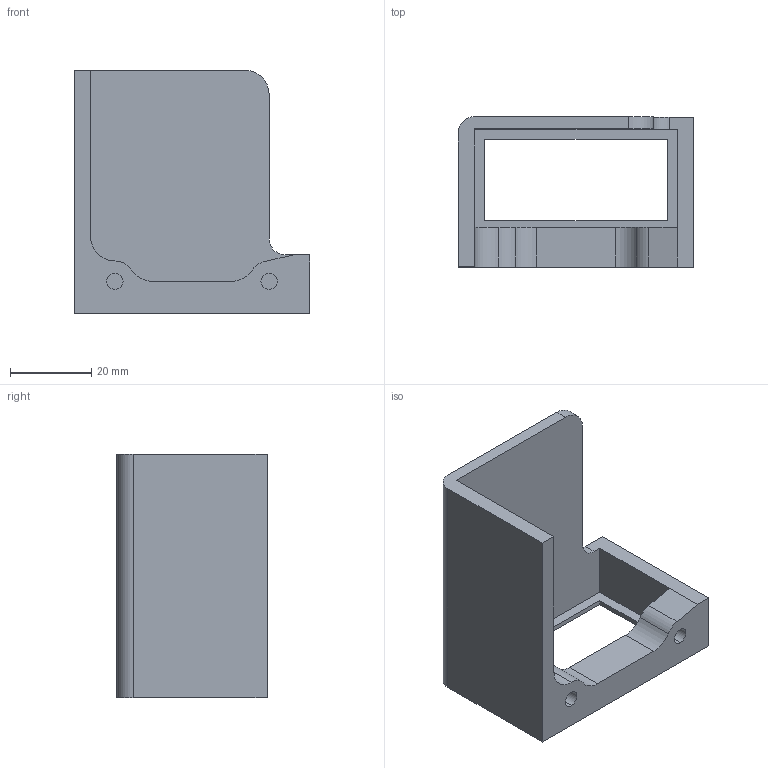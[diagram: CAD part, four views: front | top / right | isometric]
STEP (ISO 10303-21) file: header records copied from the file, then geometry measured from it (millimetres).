
FILE_DESCRIPTION (( 'STEP AP203' ), '1' );
FILE_NAME ('Cover_230V.STEP', '2023-04-26T10:33:13', ( '' ), ( '' ), 'SwSTEP 2.0', 'SolidWorks 2018', '' );
FILE_SCHEMA (( 'CONFIG_CONTROL_DESIGN' ));
Length unit declared in the file: millimetre
Products named in the file (1): Cover_230V
Bounding box: 58 x 37 x 60 mm (x, y, z)
Volume: 24011.7 mm3; surface area: 14910.8 mm2
Topology: 1 solids, 1 shells, 127 faces, 321 edges, 199 vertices
Faces by surface type: plane 58, bspline 57, cylinder 12
Entity records: 13685 total; most frequent: CARTESIAN_POINT 10968, ORIENTED_EDGE 642, DIRECTION 361, EDGE_CURVE 321, VERTEX_POINT 199, VECTOR 171, LINE 171, EDGE_LOOP 136
